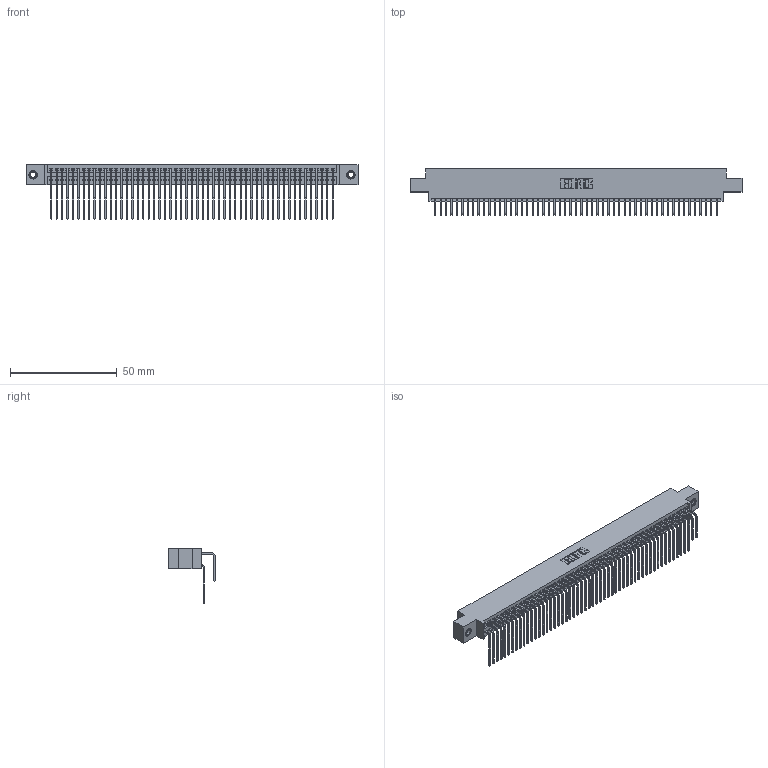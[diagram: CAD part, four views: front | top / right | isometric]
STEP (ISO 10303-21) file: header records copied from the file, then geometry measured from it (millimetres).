
FILE_DESCRIPTION (( 'STEP AP203' ), '1' );
FILE_NAME ('345-106-558-807.STEP', '2018-10-07T04:00:23', ( '' ), ( '' ), 'SwSTEP 2.0', 'SolidWorks 2016', '' );
FILE_SCHEMA (( 'CONFIG_CONTROL_DESIGN' ));
Length unit declared in the file: inch
Products named in the file (5): 345-292-001_558 Tail - 2; 345-250-001_345-250-005-103; 345-106-558-807; 345 Part_0.170 Offset - 0.156 Dia-TI; 345-292-001_558 559 Tail - 1
Assembly tree (109 placements, depth 2):
  345-106-558-807
    345 Part_0.170 Offset - 0.156 Dia-TI
    345-292-001_558 559 Tail - 1  x53
    345-292-001_558 Tail - 2  x53
    345-250-001_345-250-005-103  x2
Bounding box: 155.83 x 21.83 x 25.53 mm (x, y, z)
Volume: 15724.1 mm3; surface area: 26502.6 mm2
Topology: 109 solids, 109 shells, 5702 faces, 16919 edges, 11130 vertices
Faces by surface type: plane 3826, cylinder 1860, cone 12, torus 4
Entity records: 43074 total; most frequent: CARTESIAN_POINT 7238, ORIENTED_EDGE 7114, DIRECTION 6367, EDGE_CURVE 3557, VECTOR 3153, LINE 3153, VERTEX_POINT 2364, AXIS2_PLACEMENT_3D 1607
